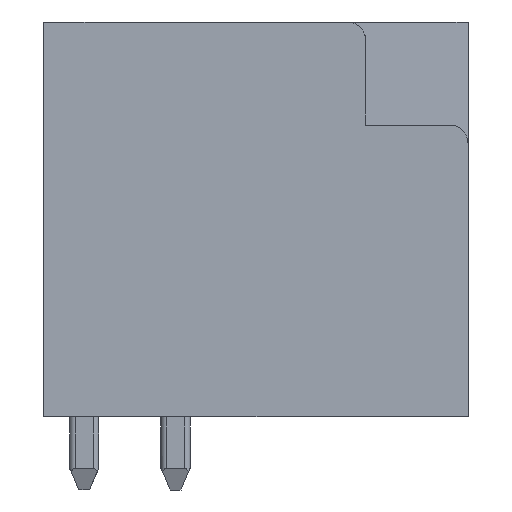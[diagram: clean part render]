
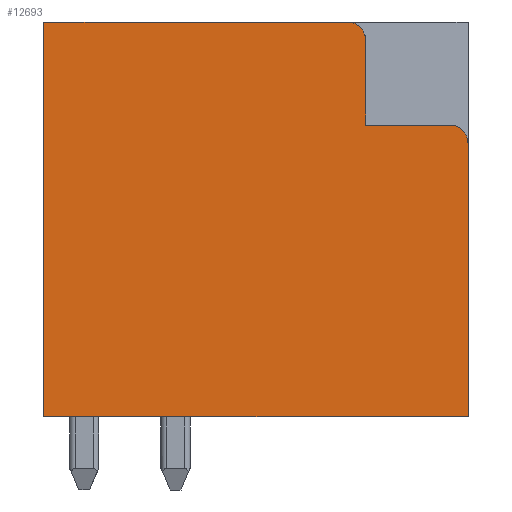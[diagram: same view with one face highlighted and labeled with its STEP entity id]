
A CAD part, left-side view. The second image highlights one B-rep face of the part: STEP entity #12693.
In plain terms, the highlighted planar face has unit normal (-1, 0, 0).
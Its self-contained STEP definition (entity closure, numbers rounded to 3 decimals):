
#382=CIRCLE('',#13586,0.5);
#383=CIRCLE('',#13587,0.5);
#2745=ORIENTED_EDGE('',*,*,#5193,.F.);
#2746=ORIENTED_EDGE('',*,*,#5400,.T.);
#2747=ORIENTED_EDGE('',*,*,#5401,.T.);
#2748=ORIENTED_EDGE('',*,*,#5402,.T.);
#2749=ORIENTED_EDGE('',*,*,#5403,.T.);
#2750=ORIENTED_EDGE('',*,*,#5001,.F.);
#2751=ORIENTED_EDGE('',*,*,#5256,.F.);
#2752=ORIENTED_EDGE('',*,*,#5404,.T.);
#5001=EDGE_CURVE('',#6619,#6620,#7865,.T.);
#5193=EDGE_CURVE('',#6742,#6743,#8051,.T.);
#5256=EDGE_CURVE('',#6790,#6619,#8114,.T.);
#5400=EDGE_CURVE('',#6742,#6861,#382,.F.);
#5401=EDGE_CURVE('',#6861,#6862,#8251,.T.);
#5402=EDGE_CURVE('',#6862,#6863,#8252,.T.);
#5403=EDGE_CURVE('',#6863,#6620,#383,.F.);
#5404=EDGE_CURVE('',#6790,#6743,#8253,.T.);
#6619=VERTEX_POINT('',#19129);
#6620=VERTEX_POINT('',#19131);
#6742=VERTEX_POINT('',#19520);
#6743=VERTEX_POINT('',#19522);
#6790=VERTEX_POINT('',#19640);
#6861=VERTEX_POINT('',#19944);
#6862=VERTEX_POINT('',#19946);
#6863=VERTEX_POINT('',#19948);
#7865=LINE('',#19130,#9377);
#8051=LINE('',#19521,#9563);
#8114=LINE('',#19641,#9626);
#8251=LINE('',#19945,#9763);
#8252=LINE('',#19947,#9764);
#8253=LINE('',#19950,#9765);
#9377=VECTOR('',#15409,1000.);
#9563=VECTOR('',#15727,1000.);
#9626=VECTOR('',#15808,1000.);
#9763=VECTOR('',#16105,1000.);
#9764=VECTOR('',#16106,1000.);
#9765=VECTOR('',#16109,1000.);
#10716=EDGE_LOOP('',(#2745,#2746,#2747,#2748,#2749,#2750,#2751,#2752));
#11464=FACE_BOUND('',#10716,.T.);
#12085=PLANE('',#13585);
#12693=ADVANCED_FACE('',(#11464),#12085,.F.);
#13585=AXIS2_PLACEMENT_3D('',#19942,#16101,#16102);
#13586=AXIS2_PLACEMENT_3D('',#19943,#16103,#16104);
#13587=AXIS2_PLACEMENT_3D('',#19949,#16107,#16108);
#15409=DIRECTION('',(0.,-1.,0.));
#15727=DIRECTION('',(0.,0.,-1.));
#15808=DIRECTION('',(0.,0.,1.));
#16101=DIRECTION('',(1.,0.,0.));
#16102=DIRECTION('',(0.,0.,-1.));
#16103=DIRECTION('',(1.,0.,0.));
#16104=DIRECTION('',(0.,0.,-1.));
#16105=DIRECTION('',(0.,1.,0.));
#16106=DIRECTION('',(0.,0.,1.));
#16107=DIRECTION('',(1.,0.,0.));
#16108=DIRECTION('',(0.,0.,-1.));
#16109=DIRECTION('',(0.,-1.,0.));
#19129=CARTESIAN_POINT('',(-8.75,11.6,10.8));
#19130=CARTESIAN_POINT('',(-8.75,11.6,10.8));
#19131=CARTESIAN_POINT('',(-8.75,3.3,10.8));
#19520=CARTESIAN_POINT('',(-8.75,0.,7.48));
#19521=CARTESIAN_POINT('',(-8.75,0.,10.8));
#19522=CARTESIAN_POINT('',(-8.75,0.,0.));
#19640=CARTESIAN_POINT('',(-8.75,11.6,0.));
#19641=CARTESIAN_POINT('',(-8.75,11.6,0.303));
#19942=CARTESIAN_POINT('',(-8.75,0.,0.));
#19943=CARTESIAN_POINT('',(-8.75,0.5,7.48));
#19944=CARTESIAN_POINT('',(-8.75,0.5,7.98));
#19945=CARTESIAN_POINT('',(-8.75,0.,7.98));
#19946=CARTESIAN_POINT('',(-8.75,2.8,7.98));
#19947=CARTESIAN_POINT('',(-8.75,2.8,7.98));
#19948=CARTESIAN_POINT('',(-8.75,2.8,10.3));
#19949=CARTESIAN_POINT('',(-8.75,3.3,10.3));
#19950=CARTESIAN_POINT('',(-8.75,11.6,0.));
